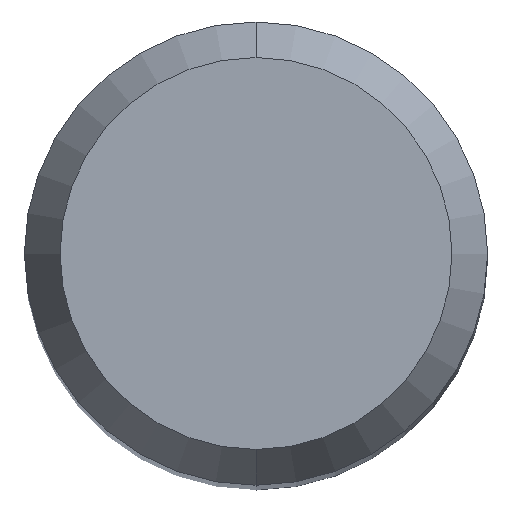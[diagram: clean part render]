
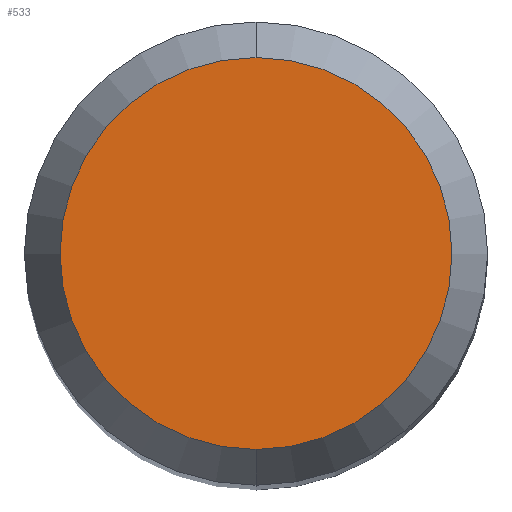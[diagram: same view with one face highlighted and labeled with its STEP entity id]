
A CAD part, top view. The second image highlights one B-rep face of the part: STEP entity #533.
In plain terms, the highlighted planar face has unit normal (0, 0, 1).
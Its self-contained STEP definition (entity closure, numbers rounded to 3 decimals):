
#259=VERTEX_POINT('',#623);
#301=VERTEX_POINT('',#675);
#343=EDGE_CURVE('',#301,#259,#720,.T.);
#385=EDGE_CURVE('',#259,#301,#770,.T.);
#533=ADVANCED_FACE('',(#928),#929,.T.);
#623=CARTESIAN_POINT('',(0.0,2.538,0.0));
#675=CARTESIAN_POINT('',(0.,-2.538,0.0));
#720=CIRCLE('',#1271,2.538);
#770=CIRCLE('',#1345,2.538);
#928=FACE_OUTER_BOUND('',#1643,.T.);
#929=PLANE('',#1644);
#1271=AXIS2_PLACEMENT_3D('',#1851,#1852,#1853);
#1345=AXIS2_PLACEMENT_3D('',#1919,#1920,#1921);
#1643=EDGE_LOOP('',(#2078,#2079));
#1644=AXIS2_PLACEMENT_3D('',#2080,#2081,#2082);
#1851=CARTESIAN_POINT('',(0.0,0.0,0.0));
#1852=DIRECTION('',(0.0,0.0,-1.0));
#1853=DIRECTION('',(0.0,1.0,0.0));
#1919=CARTESIAN_POINT('',(0.0,0.0,0.0));
#1920=DIRECTION('',(0.0,0.0,-1.0));
#1921=DIRECTION('',(0.0,1.0,0.0));
#2078=ORIENTED_EDGE('',*,*,#385,.F.);
#2079=ORIENTED_EDGE('',*,*,#343,.F.);
#2080=CARTESIAN_POINT('',(0.0,1.269,0.0));
#2081=DIRECTION('',(-0.0,0.0,1.0));
#2082=DIRECTION('',(0.0,-1.0,0.0));
